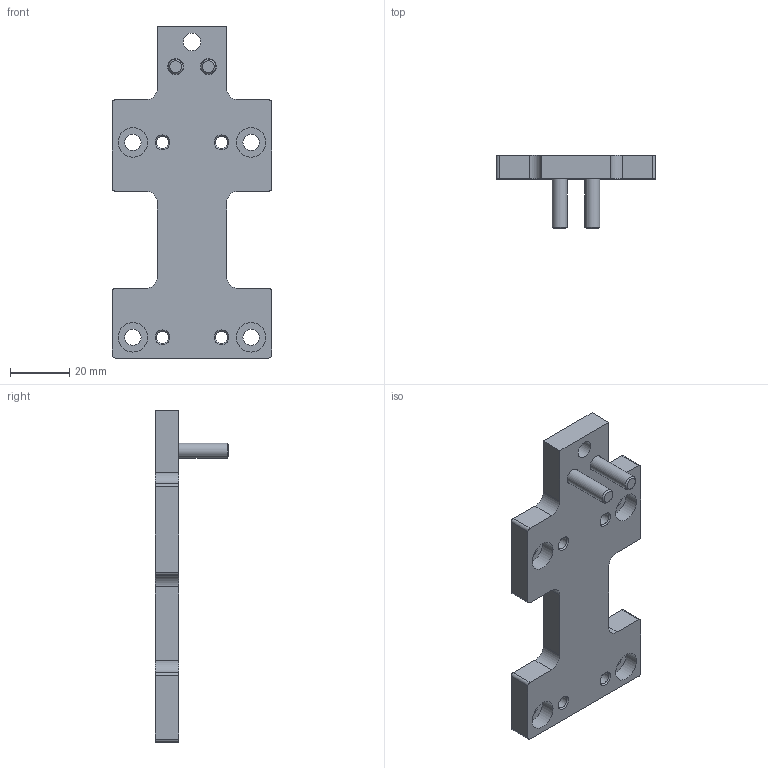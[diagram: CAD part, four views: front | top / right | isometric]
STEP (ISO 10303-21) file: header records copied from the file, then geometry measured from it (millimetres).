
FILE_DESCRIPTION(/* description */ ('STEP AP214'),/* implementation_level */ '2;1');
FILE_NAME(/* name */ '2349282_DAMF-25-FKP',/* time_stamp */ '2024-08-13T14:46:35+02:00',/* author */ ('License CC BY-ND 4.0'),/* organization */ ('CADENAS'),/* preprocessor_version */ 'ST-DEVELOPER v19.3',/* originating_system */ 'PARTsolutions',/* authorisation */ ' ');
FILE_SCHEMA (('AUTOMOTIVE_DESIGN {1 0 10303 214 3 1 1}'));
Length unit declared in the file: millimetre
Products named in the file (3): 2349282 DAMF-25-FKP; 2349282 DAMF-25-FKP_p; DIN-912 - M5x20(F)
Assembly tree (5 placements, depth 2):
  2349282 DAMF-25-FKP
    2349282 DAMF-25-FKP_p
    DIN-912 - M5x20(F)  x4
Bounding box: 54 x 25 x 112.4 mm (x, y, z)
Volume: 33586.1 mm3; surface area: 15338.1 mm2
Topology: 5 solids, 5 shells, 175 faces, 369 edges, 214 vertices
Faces by surface type: plane 84, cone 52, cylinder 39
Full cylindrical faces by diameter (mm): 4.134 x4, 5 x4, 5.5 x6, 6 x1, 8.5 x4, 10 x6
Entity records: 2556 total; most frequent: DIRECTION 454, CARTESIAN_POINT 426, ORIENTED_EDGE 352, AXIS2_PLACEMENT_3D 187, EDGE_CURVE 176, FACE_BOUND 153, EDGE_LOOP 152, VERTEX_POINT 129
